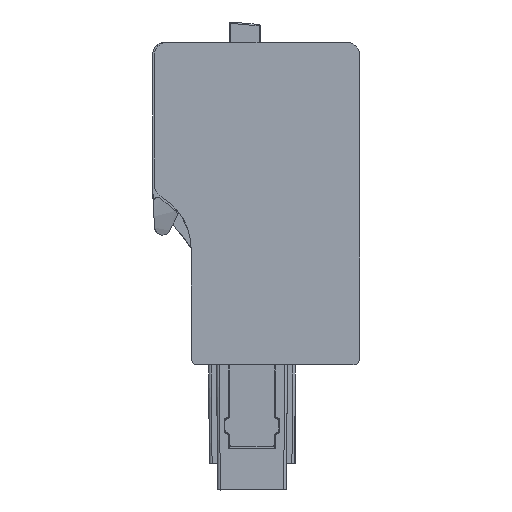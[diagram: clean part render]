
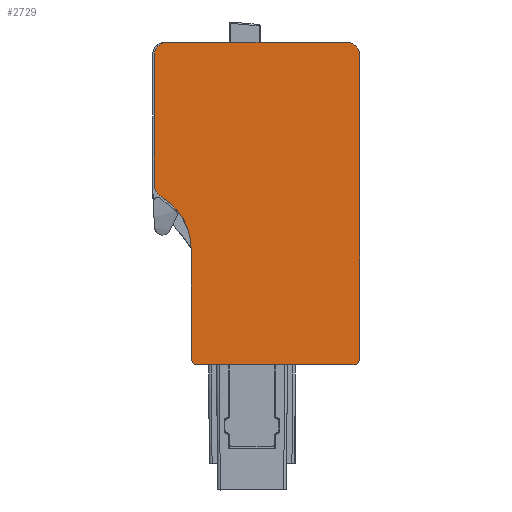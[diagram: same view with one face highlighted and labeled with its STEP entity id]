
A CAD part, left-side view. The second image highlights one B-rep face of the part: STEP entity #2729.
In plain terms, the highlighted planar face has unit normal (-1, 0, 0).
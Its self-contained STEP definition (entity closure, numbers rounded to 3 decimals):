
#772=AXIS2_PLACEMENT_3D('Circle Axis2P3D',#770,#771,$) ;
#804=AXIS2_PLACEMENT_3D('Circle Axis2P3D',#802,#803,$) ;
#934=AXIS2_PLACEMENT_3D('Circle Axis2P3D',#932,#933,$) ;
#982=AXIS2_PLACEMENT_3D('Circle Axis2P3D',#980,#981,$) ;
#1032=AXIS2_PLACEMENT_3D('Circle Axis2P3D',#1030,#1031,$) ;
#1207=AXIS2_PLACEMENT_3D('Circle Axis2P3D',#1205,#1206,$) ;
#2714=AXIS2_PLACEMENT_3D('Plane Axis2P3D',#2711,#2712,#2713) ;
#770=CARTESIAN_POINT('Axis2P3D Location',(-8.3,17.1,18.034)) ;
#774=CARTESIAN_POINT('Vertex',(-8.3,12.6,18.034)) ;
#776=CARTESIAN_POINT('Vertex',(-8.3,14.85,21.931)) ;
#802=CARTESIAN_POINT('Axis2P3D Location',(-8.3,14.35,22.797)) ;
#806=CARTESIAN_POINT('Vertex',(-8.3,15.35,22.797)) ;
#826=CARTESIAN_POINT('Line Origine',(-8.3,15.35,27.651)) ;
#830=CARTESIAN_POINT('Vertex',(-8.3,15.35,32.504)) ;
#932=CARTESIAN_POINT('Axis2P3D Location',(-8.3,14.35,32.5)) ;
#936=CARTESIAN_POINT('Vertex',(-8.3,14.35,33.5)) ;
#956=CARTESIAN_POINT('Line Origine',(-8.3,7.675,33.5)) ;
#960=CARTESIAN_POINT('Vertex',(-8.3,1.,33.5)) ;
#980=CARTESIAN_POINT('Axis2P3D Location',(-8.3,1.,32.5)) ;
#984=CARTESIAN_POINT('Vertex',(-8.3,0.,32.5)) ;
#1004=CARTESIAN_POINT('Line Origine',(-8.3,0.,21.175)) ;
#1008=CARTESIAN_POINT('Vertex',(-8.3,0.,9.85)) ;
#1030=CARTESIAN_POINT('Axis2P3D Location',(-8.3,0.5,9.85)) ;
#1034=CARTESIAN_POINT('Vertex',(-8.3,0.5,9.35)) ;
#1073=CARTESIAN_POINT('Line Origine',(-8.3,6.3,9.35)) ;
#1077=CARTESIAN_POINT('Vertex',(-8.3,12.1,9.35)) ;
#1202=CARTESIAN_POINT('Vertex',(-8.3,12.6,9.85)) ;
#1205=CARTESIAN_POINT('Axis2P3D Location',(-8.3,12.1,9.85)) ;
#1222=CARTESIAN_POINT('Line Origine',(-8.3,12.6,13.942)) ;
#2711=CARTESIAN_POINT('Axis2P3D Location',(-8.3,22.05,0.15)) ;
#771=DIRECTION('Axis2P3D Direction',(-1.,0.,0.)) ;
#803=DIRECTION('Axis2P3D Direction',(-1.,0.,0.)) ;
#827=DIRECTION('Vector Direction',(0.,0.,1.)) ;
#933=DIRECTION('Axis2P3D Direction',(-1.,0.,0.)) ;
#957=DIRECTION('Vector Direction',(0.,-1.,0.)) ;
#981=DIRECTION('Axis2P3D Direction',(-1.,0.,0.)) ;
#1005=DIRECTION('Vector Direction',(0.,0.,1.)) ;
#1031=DIRECTION('Axis2P3D Direction',(-1.,0.,0.)) ;
#1074=DIRECTION('Vector Direction',(0.,-1.,0.)) ;
#1206=DIRECTION('Axis2P3D Direction',(-1.,0.,0.)) ;
#1223=DIRECTION('Vector Direction',(0.,0.,-1.)) ;
#2712=DIRECTION('Axis2P3D Direction',(-1.,0.,0.)) ;
#2713=DIRECTION('Axis2P3D XDirection',(0.,-1.,0.)) ;
#828=VECTOR('Line Direction',#827,1.) ;
#958=VECTOR('Line Direction',#957,1.) ;
#1006=VECTOR('Line Direction',#1005,1.) ;
#1075=VECTOR('Line Direction',#1074,1.) ;
#1224=VECTOR('Line Direction',#1223,1.) ;
#2717=ORIENTED_EDGE('',*,*,#778,.F.) ;
#2718=ORIENTED_EDGE('',*,*,#1226,.T.) ;
#2719=ORIENTED_EDGE('',*,*,#1209,.T.) ;
#2720=ORIENTED_EDGE('',*,*,#1079,.T.) ;
#2721=ORIENTED_EDGE('',*,*,#1036,.T.) ;
#2722=ORIENTED_EDGE('',*,*,#1010,.T.) ;
#2723=ORIENTED_EDGE('',*,*,#986,.T.) ;
#2724=ORIENTED_EDGE('',*,*,#962,.F.) ;
#2725=ORIENTED_EDGE('',*,*,#938,.T.) ;
#2726=ORIENTED_EDGE('',*,*,#832,.F.) ;
#2727=ORIENTED_EDGE('',*,*,#808,.T.) ;
#2729=ADVANCED_FACE('Cover',(#2728),#2715,.T.) ;
#773=CIRCLE('generated circle',#772,4.5) ;
#805=CIRCLE('generated circle',#804,1.) ;
#935=CIRCLE('generated circle',#934,1.) ;
#983=CIRCLE('generated circle',#982,1.) ;
#1033=CIRCLE('generated circle',#1032,0.5) ;
#1208=CIRCLE('generated circle',#1207,0.5) ;
#778=EDGE_CURVE('',#775,#777,#773,.T.) ;
#808=EDGE_CURVE('',#807,#777,#805,.T.) ;
#832=EDGE_CURVE('',#807,#831,#829,.T.) ;
#938=EDGE_CURVE('',#937,#831,#935,.T.) ;
#962=EDGE_CURVE('',#937,#961,#959,.T.) ;
#986=EDGE_CURVE('',#985,#961,#983,.T.) ;
#1010=EDGE_CURVE('',#1009,#985,#1007,.T.) ;
#1036=EDGE_CURVE('',#1035,#1009,#1033,.T.) ;
#1079=EDGE_CURVE('',#1078,#1035,#1076,.T.) ;
#1209=EDGE_CURVE('',#1203,#1078,#1208,.T.) ;
#1226=EDGE_CURVE('',#775,#1203,#1225,.T.) ;
#2716=EDGE_LOOP('',(#2717,#2718,#2719,#2720,#2721,#2722,#2723,#2724,#2725,#2726,#2727)) ;
#2728=FACE_OUTER_BOUND('',#2716,.T.) ;
#829=LINE('Line',#826,#828) ;
#959=LINE('Line',#956,#958) ;
#1007=LINE('Line',#1004,#1006) ;
#1076=LINE('Line',#1073,#1075) ;
#1225=LINE('Line',#1222,#1224) ;
#2715=PLANE('',#2714) ;
#775=VERTEX_POINT('',#774) ;
#777=VERTEX_POINT('',#776) ;
#807=VERTEX_POINT('',#806) ;
#831=VERTEX_POINT('',#830) ;
#937=VERTEX_POINT('',#936) ;
#961=VERTEX_POINT('',#960) ;
#985=VERTEX_POINT('',#984) ;
#1009=VERTEX_POINT('',#1008) ;
#1035=VERTEX_POINT('',#1034) ;
#1078=VERTEX_POINT('',#1077) ;
#1203=VERTEX_POINT('',#1202) ;
